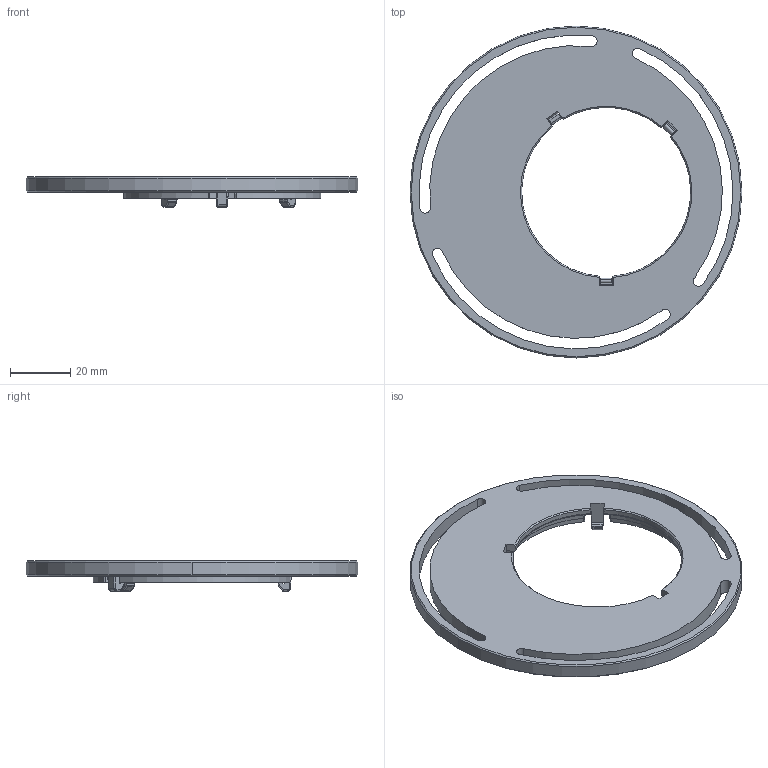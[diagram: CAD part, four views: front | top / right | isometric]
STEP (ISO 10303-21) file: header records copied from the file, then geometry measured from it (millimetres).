
FILE_DESCRIPTION((''),'2;1');
FILE_NAME('71030_V01_300_602','2016-03-07T',('burkhard guenter'),('Auer Lighting GmbH'),'PRO/ENGINEER BY PARAMETRIC TECHNOLOGY CORPORATION, 2010330','PRO/ENGINEER BY PARAMETRIC TECHNOLOGY CORPORATION, 2010330','');
FILE_SCHEMA(('CONFIG_CONTROL_DESIGN'));
Length unit declared in the file: millimetre
Products named in the file (1): 71030_V01_300_602
Bounding box: 110 x 110 x 10 mm (x, y, z)
Volume: 29861.7 mm3; surface area: 18462.6 mm2
Topology: 1 solids, 1 shells, 175 faces, 455 edges, 284 vertices
Faces by surface type: cylinder 64, plane 59, bspline 24, cone 13, sphere 12, torus 3
Entity records: 7177 total; most frequent: CARTESIAN_POINT 3062, ORIENTED_EDGE 910, DIRECTION 763, EDGE_CURVE 455, VERTEX_POINT 284, AXIS2_PLACEMENT_3D 277, VECTOR 209, LINE 209
